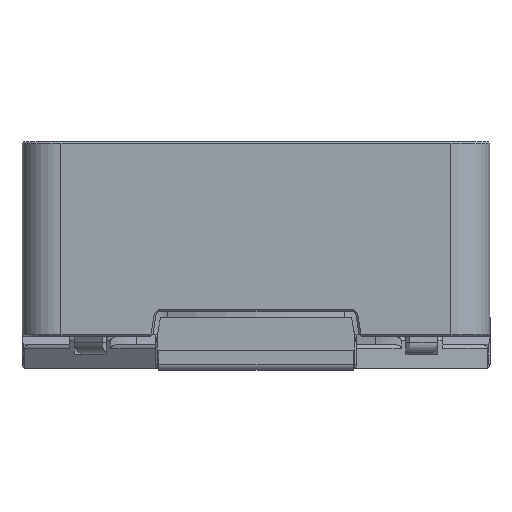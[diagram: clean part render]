
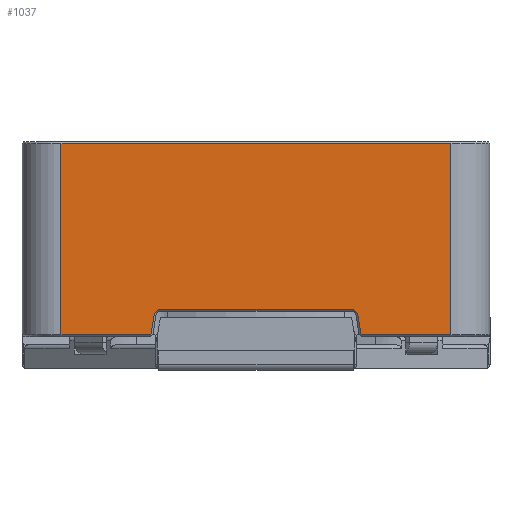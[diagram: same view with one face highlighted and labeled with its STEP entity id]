
A CAD part, front view. The second image highlights one B-rep face of the part: STEP entity #1037.
In plain terms, the highlighted planar face has unit normal (0, -1, 0).
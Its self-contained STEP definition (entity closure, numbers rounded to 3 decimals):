
#1037 = ADVANCED_FACE( '', ( #2587 ), #2588, .T. );
#2587 = FACE_OUTER_BOUND( '', #4778, .T. );
#2588 = PLANE( '', #4779 );
#4778 = EDGE_LOOP( '', ( #7364, #7365, #7366, #7367, #7368, #7369, #7370, #7371, #7372, #7373 ) );
#4779 = AXIS2_PLACEMENT_3D( '', #7374, #7375, #7376 );
#7364 = ORIENTED_EDGE( '', *, *, #13816, .T. );
#7365 = ORIENTED_EDGE( '', *, *, #13817, .T. );
#7366 = ORIENTED_EDGE( '', *, *, #13599, .T. );
#7367 = ORIENTED_EDGE( '', *, *, #13544, .T. );
#7368 = ORIENTED_EDGE( '', *, *, #13818, .T. );
#7369 = ORIENTED_EDGE( '', *, *, #13819, .T. );
#7370 = ORIENTED_EDGE( '', *, *, #13820, .T. );
#7371 = ORIENTED_EDGE( '', *, *, #13821, .F. );
#7372 = ORIENTED_EDGE( '', *, *, #13822, .T. );
#7373 = ORIENTED_EDGE( '', *, *, #13823, .F. );
#7374 = CARTESIAN_POINT( '', ( -6., -6., -5. ) );
#7375 = DIRECTION( '', ( 0., -1., 0. ) );
#7376 = DIRECTION( '', ( 0., 0., -1. ) );
#13544 = EDGE_CURVE( '', #16087, #16085, #16088, .T. );
#13599 = EDGE_CURVE( '', #16185, #16087, #16186, .T. );
#13816 = EDGE_CURVE( '', #16571, #16572, #16573, .T. );
#13817 = EDGE_CURVE( '', #16572, #16185, #16574, .T. );
#13818 = EDGE_CURVE( '', #16085, #16575, #16576, .F. );
#13819 = EDGE_CURVE( '', #16575, #16577, #16578, .T. );
#13820 = EDGE_CURVE( '', #16577, #16579, #16580, .T. );
#13821 = EDGE_CURVE( '', #16581, #16579, #16582, .T. );
#13822 = EDGE_CURVE( '', #16581, #16583, #16584, .T. );
#13823 = EDGE_CURVE( '', #16571, #16583, #16585, .T. );
#16085 = VERTEX_POINT( '', #19794 );
#16087 = VERTEX_POINT( '', #19797 );
#16088 = LINE( '', #19798, #19799 );
#16185 = VERTEX_POINT( '', #19935 );
#16186 = LINE( '', #19936, #19937 );
#16571 = VERTEX_POINT( '', #20490 );
#16572 = VERTEX_POINT( '', #20491 );
#16573 = LINE( '', #20492, #20493 );
#16574 = LINE( '', #20494, #20495 );
#16575 = VERTEX_POINT( '', #20496 );
#16576 = LINE( '', #20497, #20498 );
#16577 = VERTEX_POINT( '', #20499 );
#16578 = LINE( '', #20500, #20501 );
#16579 = VERTEX_POINT( '', #20502 );
#16580 = LINE( '', #20503, #20504 );
#16581 = VERTEX_POINT( '', #20505 );
#16582 = LINE( '', #20506, #20507 );
#16583 = VERTEX_POINT( '', #20508 );
#16584 = LINE( '', #20509, #20510 );
#16585 = LINE( '', #20511, #20512 );
#19794 = CARTESIAN_POINT( '', ( -5., -6., -0.05 ) );
#19797 = CARTESIAN_POINT( '', ( 5., -6., -0.05 ) );
#19798 = CARTESIAN_POINT( '', ( -6., -6., -0.05 ) );
#19799 = VECTOR( '', #25818, 1000. );
#19935 = CARTESIAN_POINT( '', ( 5., -6., -4.95 ) );
#19936 = CARTESIAN_POINT( '', ( 5., -6., -5. ) );
#19937 = VECTOR( '', #25874, 1000. );
#20490 = CARTESIAN_POINT( '', ( 2.607, -6., -4.392 ) );
#20491 = CARTESIAN_POINT( '', ( 2.693, -6., -4.95 ) );
#20492 = CARTESIAN_POINT( '', ( 2.499, -6., -3.692 ) );
#20493 = VECTOR( '', #26164, 1000. );
#20494 = CARTESIAN_POINT( '', ( 5., -6., -4.95 ) );
#20495 = VECTOR( '', #26165, 1000. );
#20496 = CARTESIAN_POINT( '', ( -5., -6., -4.95 ) );
#20497 = CARTESIAN_POINT( '', ( -5., -6., -5. ) );
#20498 = VECTOR( '', #26166, 1000. );
#20499 = CARTESIAN_POINT( '', ( -2.693, -6., -4.95 ) );
#20500 = CARTESIAN_POINT( '', ( -2.65, -6., -4.95 ) );
#20501 = VECTOR( '', #26167, 1000. );
#20502 = CARTESIAN_POINT( '', ( -2.607, -6., -4.392 ) );
#20503 = CARTESIAN_POINT( '', ( -2.777, -6., -5.496 ) );
#20504 = VECTOR( '', #26168, 1000. );
#20505 = CARTESIAN_POINT( '', ( -2.5, -6., -4.3 ) );
#20506 = CARTESIAN_POINT( '', ( -4.862, -6., -6.326 ) );
#20507 = VECTOR( '', #26169, 1000. );
#20508 = CARTESIAN_POINT( '', ( 2.5, -6., -4.3 ) );
#20509 = CARTESIAN_POINT( '', ( -6., -6., -4.3 ) );
#20510 = VECTOR( '', #26170, 1000. );
#20511 = CARTESIAN_POINT( '', ( -2.05, -6., -0.396 ) );
#20512 = VECTOR( '', #26171, 1000. );
#25818 = DIRECTION( '', ( -1., 0., 0. ) );
#25874 = DIRECTION( '', ( 0., 0., 1. ) );
#26164 = DIRECTION( '', ( 0.152, 0., -0.988 ) );
#26165 = DIRECTION( '', ( 1., 0., 0. ) );
#26166 = DIRECTION( '', ( 0., 0., 1. ) );
#26167 = DIRECTION( '', ( 1., 0., 0. ) );
#26168 = DIRECTION( '', ( 0.152, 0., 0.988 ) );
#26169 = DIRECTION( '', ( -0.759, 0., -0.651 ) );
#26170 = DIRECTION( '', ( 1., 0., 0. ) );
#26171 = DIRECTION( '', ( -0.759, 0., 0.651 ) );
